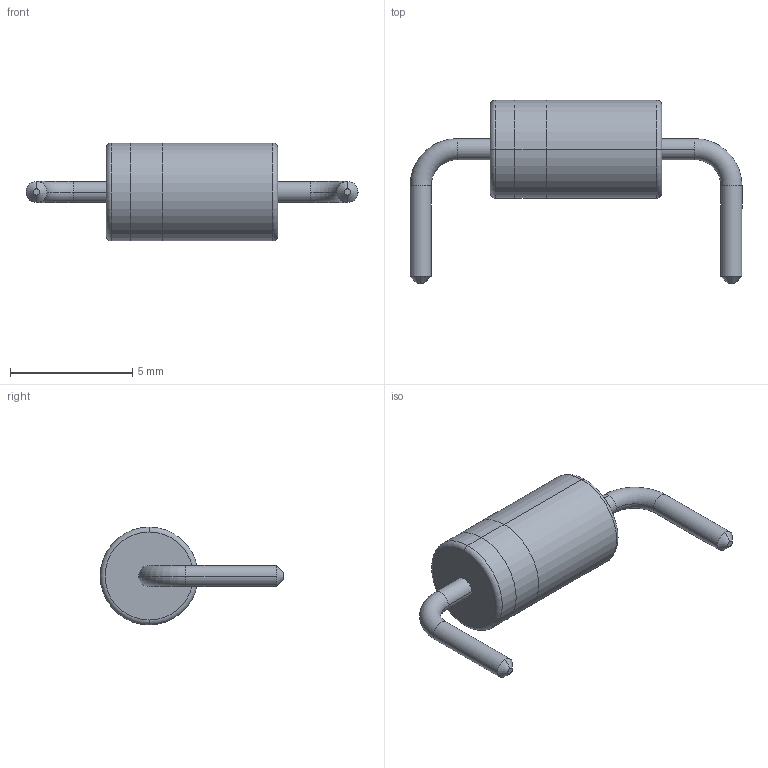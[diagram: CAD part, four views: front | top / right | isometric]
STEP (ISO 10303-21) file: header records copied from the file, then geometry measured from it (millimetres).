
FILE_DESCRIPTION (( 'STEP AP214' ), '1' );
FILE_NAME ('User Library-DO-15 12.7mm.STEP', '2022-05-22T16:32:13', ( '' ), ( '' ), 'SwSTEP 2.0', 'SolidWorks 2021', '' );
FILE_SCHEMA (( 'AUTOMOTIVE_DESIGN' ));
Length unit declared in the file: millimetre
Products named in the file (1): User Library-DO-15 12.7mm
Bounding box: 13.56 x 7.5 x 4 mm (x, y, z)
Volume: 96.5 mm3; surface area: 201.6 mm2
Topology: 3 solids, 3 shells, 34 faces, 68 edges, 42 vertices
Faces by surface type: cylinder 14, plane 8, torus 8, cone 4
Entity records: 1284 total; most frequent: DIRECTION 188, CARTESIAN_POINT 145, ORIENTED_EDGE 136, AXIS2_PLACEMENT_3D 85, EDGE_CURVE 68, CIRCLE 50, VERTEX_POINT 42, EDGE_LOOP 36
